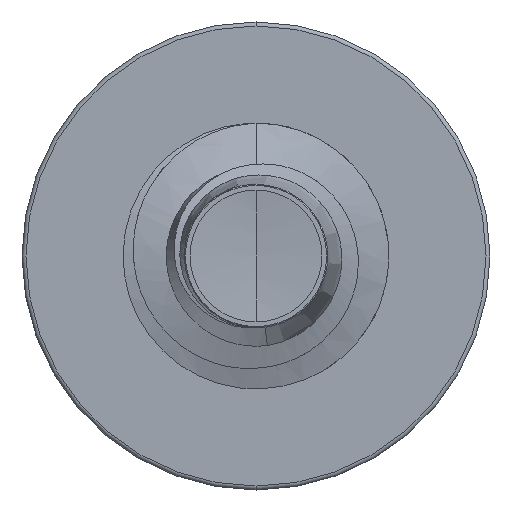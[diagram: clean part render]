
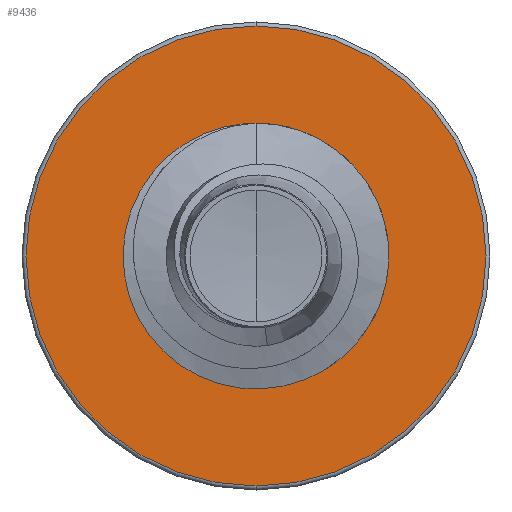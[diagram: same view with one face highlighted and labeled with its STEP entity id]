
A CAD part, front view. The second image highlights one B-rep face of the part: STEP entity #9436.
In plain terms, the highlighted planar face has unit normal (0, -1, 0).
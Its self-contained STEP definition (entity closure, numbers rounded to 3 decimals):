
#1 = CARTESIAN_POINT ( 'NONE',  ( 0., 5., 0. ) ) ;
#300 = EDGE_CURVE ( 'NONE', #9769, #8439, #9941, .T. ) ;
#1431 = CIRCLE ( 'NONE', #10150, 4.325 ) ;
#2133 = EDGE_LOOP ( 'NONE', ( #8790, #10466 ) ) ;
#2186 = VERTEX_POINT ( 'NONE', #5825 ) ;
#2619 = DIRECTION ( 'NONE',  ( 0., 0., 1. ) ) ;
#2631 = DIRECTION ( 'NONE',  ( 0., 1., 0. ) ) ;
#2648 = CARTESIAN_POINT ( 'NONE',  ( 0., 5., 0. ) ) ;
#3531 = FACE_OUTER_BOUND ( 'NONE', #2133, .T. ) ;
#3593 = AXIS2_PLACEMENT_3D ( 'NONE', #6243, #6231, #6228 ) ;
#3830 = CARTESIAN_POINT ( 'NONE',  ( 0., 5., 0. ) ) ;
#4734 = CARTESIAN_POINT ( 'NONE',  ( 0., 5., 4.325 ) ) ;
#5128 = EDGE_LOOP ( 'NONE', ( #6977, #8996 ) ) ;
#5752 = EDGE_CURVE ( 'NONE', #8439, #9769, #1431, .T. ) ;
#5816 = CIRCLE ( 'NONE', #8658, 2.415 ) ;
#5825 = CARTESIAN_POINT ( 'NONE',  ( 0., 5., -2.415 ) ) ;
#5886 = DIRECTION ( 'NONE',  ( 0., 0., 1. ) ) ;
#5896 = DIRECTION ( 'NONE',  ( 0., 1., 0. ) ) ;
#5904 = PLANE ( 'NONE',  #9222 ) ;
#5938 = FACE_BOUND ( 'NONE', #5128, .T. ) ;
#5985 = DIRECTION ( 'NONE',  ( 0., 0., 1. ) ) ;
#5996 = DIRECTION ( 'NONE',  ( 0., 1., 0. ) ) ;
#6228 = DIRECTION ( 'NONE',  ( 0., 0., 1. ) ) ;
#6231 = DIRECTION ( 'NONE',  ( 0., 1., 0. ) ) ;
#6243 = CARTESIAN_POINT ( 'NONE',  ( 0., 5., 0. ) ) ;
#6291 = CARTESIAN_POINT ( 'NONE',  ( 0., 5., -2.415 ) ) ;
#6977 = ORIENTED_EDGE ( 'NONE', *, *, #8834, .T. ) ;
#7343 = CARTESIAN_POINT ( 'NONE',  ( 0., 5., -4.325 ) ) ;
#7694 = DIRECTION ( 'NONE',  ( 0., 0., 1. ) ) ;
#7725 = DIRECTION ( 'NONE',  ( 0., 1., 0. ) ) ;
#7819 = CARTESIAN_POINT ( 'NONE',  ( 0., 5., 2.415 ) ) ;
#8439 = VERTEX_POINT ( 'NONE', #7343 ) ;
#8460 = CIRCLE ( 'NONE', #3593, 2.415 ) ;
#8658 = AXIS2_PLACEMENT_3D ( 'NONE', #1, #7725, #7694 ) ;
#8790 = ORIENTED_EDGE ( 'NONE', *, *, #300, .F. ) ;
#8834 = EDGE_CURVE ( 'NONE', #9168, #2186, #5816, .T. ) ;
#8996 = ORIENTED_EDGE ( 'NONE', *, *, #9347, .T. ) ;
#9168 = VERTEX_POINT ( 'NONE', #7819 ) ;
#9222 = AXIS2_PLACEMENT_3D ( 'NONE', #6291, #5896, #5886 ) ;
#9347 = EDGE_CURVE ( 'NONE', #2186, #9168, #8460, .T. ) ;
#9436 = ADVANCED_FACE ( 'NONE', ( #3531, #5938 ), #5904, .F. ) ;
#9769 = VERTEX_POINT ( 'NONE', #4734 ) ;
#9941 = CIRCLE ( 'NONE', #10582, 4.325 ) ;
#10150 = AXIS2_PLACEMENT_3D ( 'NONE', #2648, #2631, #2619 ) ;
#10466 = ORIENTED_EDGE ( 'NONE', *, *, #5752, .F. ) ;
#10582 = AXIS2_PLACEMENT_3D ( 'NONE', #3830, #5996, #5985 ) ;
